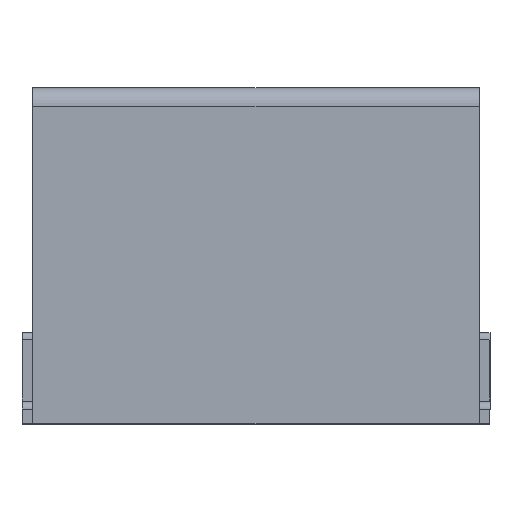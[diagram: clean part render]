
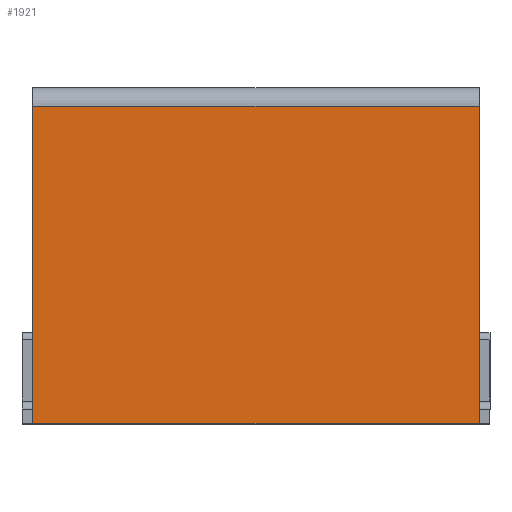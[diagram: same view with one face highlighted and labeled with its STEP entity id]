
A CAD part, top view. The second image highlights one B-rep face of the part: STEP entity #1921.
In plain terms, the highlighted planar face has unit normal (0, 0, 1).
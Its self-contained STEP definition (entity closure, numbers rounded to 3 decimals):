
#1908=AXIS2_PLACEMENT_3D('Plane Axis2P3D',#1905,#1906,#1907) ;
#844=CARTESIAN_POINT('Vertex',(12.52,0.,10.25)) ;
#847=CARTESIAN_POINT('Line Origine',(6.41,0.,10.25)) ;
#851=CARTESIAN_POINT('Vertex',(0.3,0.,10.25)) ;
#1332=CARTESIAN_POINT('Line Origine',(0.3,4.35,10.25)) ;
#1336=CARTESIAN_POINT('Vertex',(0.3,8.7,10.25)) ;
#1753=CARTESIAN_POINT('Vertex',(12.52,8.7,10.25)) ;
#1756=CARTESIAN_POINT('Line Origine',(12.52,4.35,10.25)) ;
#1905=CARTESIAN_POINT('Axis2P3D Location',(0.3,8.7,10.25)) ;
#1910=CARTESIAN_POINT('Line Origine',(6.41,8.7,10.25)) ;
#848=DIRECTION('Vector Direction',(1.,0.,0.)) ;
#1333=DIRECTION('Vector Direction',(0.,-1.,0.)) ;
#1757=DIRECTION('Vector Direction',(0.,-1.,0.)) ;
#1906=DIRECTION('Axis2P3D Direction',(-0.,0.,1.)) ;
#1907=DIRECTION('Axis2P3D XDirection',(0.,-1.,0.)) ;
#1911=DIRECTION('Vector Direction',(1.,0.,0.)) ;
#849=VECTOR('Line Direction',#848,1.) ;
#1334=VECTOR('Line Direction',#1333,1.) ;
#1758=VECTOR('Line Direction',#1757,1.) ;
#1912=VECTOR('Line Direction',#1911,1.) ;
#1916=ORIENTED_EDGE('',*,*,#1760,.T.) ;
#1917=ORIENTED_EDGE('',*,*,#1914,.F.) ;
#1918=ORIENTED_EDGE('',*,*,#1338,.F.) ;
#1919=ORIENTED_EDGE('',*,*,#853,.T.) ;
#1921=ADVANCED_FACE('HOUSING',(#1920),#1909,.T.) ;
#853=EDGE_CURVE('',#852,#845,#850,.T.) ;
#1338=EDGE_CURVE('',#852,#1337,#1335,.F.) ;
#1760=EDGE_CURVE('',#845,#1754,#1759,.F.) ;
#1914=EDGE_CURVE('',#1337,#1754,#1913,.T.) ;
#1915=EDGE_LOOP('',(#1916,#1917,#1918,#1919)) ;
#1920=FACE_OUTER_BOUND('',#1915,.T.) ;
#850=LINE('Line',#847,#849) ;
#1335=LINE('Line',#1332,#1334) ;
#1759=LINE('Line',#1756,#1758) ;
#1913=LINE('Line',#1910,#1912) ;
#1909=PLANE('',#1908) ;
#845=VERTEX_POINT('',#844) ;
#852=VERTEX_POINT('',#851) ;
#1337=VERTEX_POINT('',#1336) ;
#1754=VERTEX_POINT('',#1753) ;
